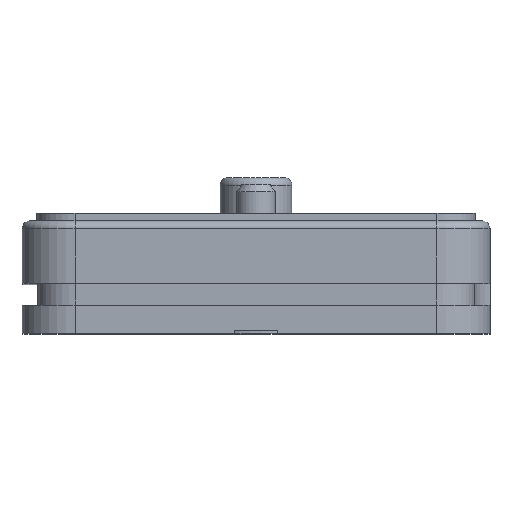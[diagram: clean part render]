
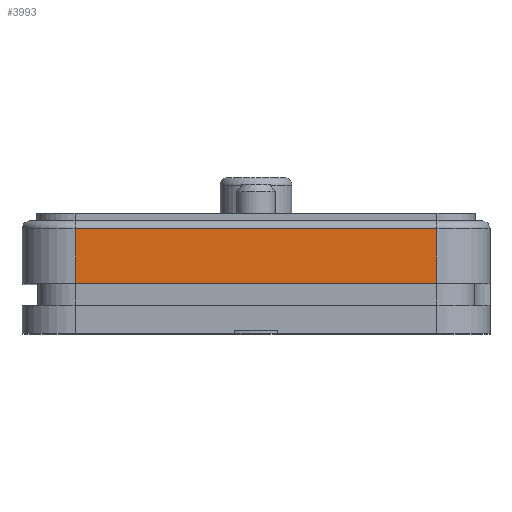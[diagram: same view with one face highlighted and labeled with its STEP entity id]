
A CAD part, top view. The second image highlights one B-rep face of the part: STEP entity #3993.
In plain terms, the highlighted planar face has unit normal (0, 0, 1).
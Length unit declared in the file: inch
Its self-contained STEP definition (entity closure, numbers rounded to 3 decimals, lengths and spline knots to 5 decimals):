
#226=LINE('',#6725,#532);
#249=LINE('',#6796,#555);
#250=LINE('',#6798,#556);
#251=LINE('',#6799,#557);
#532=VECTOR('',#5438,39.37008);
#555=VECTOR('',#5499,39.37008);
#556=VECTOR('',#5500,39.37008);
#557=VECTOR('',#5501,39.37008);
#725=PLANE('',#4439);
#981=FACE_OUTER_BOUND('',#1282,.T.);
#1282=EDGE_LOOP('',(#3288,#3289,#3290,#3291));
#1937=VERTEX_POINT('',#6722);
#1938=VERTEX_POINT('',#6724);
#1967=VERTEX_POINT('',#6795);
#1968=VERTEX_POINT('',#6797);
#2405=EDGE_CURVE('',#1937,#1938,#226,.T.);
#2441=EDGE_CURVE('',#1937,#1967,#249,.T.);
#2442=EDGE_CURVE('',#1967,#1968,#250,.T.);
#2443=EDGE_CURVE('',#1968,#1938,#251,.T.);
#3288=ORIENTED_EDGE('',*,*,#2405,.F.);
#3289=ORIENTED_EDGE('',*,*,#2441,.T.);
#3290=ORIENTED_EDGE('',*,*,#2442,.T.);
#3291=ORIENTED_EDGE('',*,*,#2443,.T.);
#3993=ADVANCED_FACE('',(#981),#725,.F.);
#4439=AXIS2_PLACEMENT_3D('',#6794,#5497,#5498);
#5438=DIRECTION('',(-1.,0.,0.));
#5497=DIRECTION('center_axis',(0.,0.,-1.));
#5498=DIRECTION('ref_axis',(-1.,0.,0.));
#5499=DIRECTION('',(0.,1.,0.));
#5500=DIRECTION('',(-1.,0.,0.));
#5501=DIRECTION('',(0.,-1.,0.));
#6722=CARTESIAN_POINT('',(2.9,0.8,5.875));
#6724=CARTESIAN_POINT('',(-2.9,0.8,5.875));
#6725=CARTESIAN_POINT('',(-2.9,0.8,5.875));
#6794=CARTESIAN_POINT('Origin',(-3.75,1.8,5.875));
#6795=CARTESIAN_POINT('',(2.9,1.675,5.875));
#6796=CARTESIAN_POINT('',(2.9,1.8,5.875));
#6797=CARTESIAN_POINT('',(-2.9,1.675,5.875));
#6798=CARTESIAN_POINT('',(-3.75,1.675,5.875));
#6799=CARTESIAN_POINT('',(-2.9,1.8,5.875));
